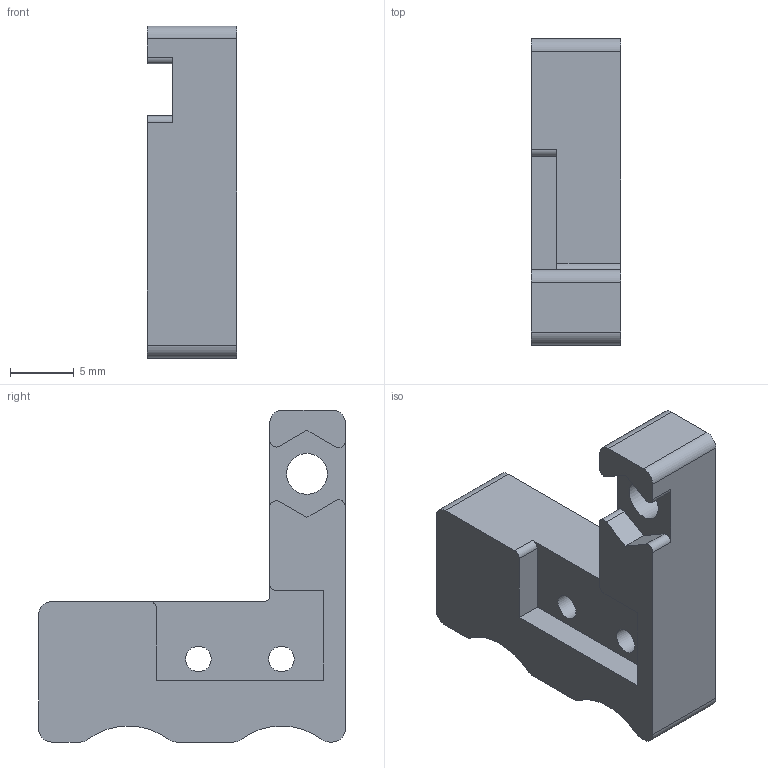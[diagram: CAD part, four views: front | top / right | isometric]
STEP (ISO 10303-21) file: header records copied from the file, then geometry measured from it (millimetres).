
FILE_DESCRIPTION(/* description */ (''),/* implementation_level */ '2;1');
FILE_NAME(/* name */ 'Y-min endstop mount(Mirror).step',/* time_stamp */ '2022-05-05T13:26:32+08:00',/* author */ (''),/* organization */ (''),/* preprocessor_version */ 'ST-DEVELOPER v18.1',/* originating_system */ 'Autodesk Translation Framework v10.14.0.1471',/* authorisation */ '');
FILE_SCHEMA (('AUTOMOTIVE_DESIGN { 1 0 10303 214 3 1 1 }'));
Length unit declared in the file: millimetre
Products named in the file (1): Y-min endstop mount(Mirror)
Bounding box: 7 x 24 x 26 mm (x, y, z)
Volume: 2076.7 mm3; surface area: 1504.2 mm2
Topology: 1 solids, 1 shells, 42 faces, 120 edges, 80 vertices
Faces by surface type: cylinder 21, plane 21
Full cylindrical faces by diameter (mm): 2 x2, 3.2 x1
Entity records: 1431 total; most frequent: DIRECTION 248, CARTESIAN_POINT 243, ORIENTED_EDGE 240, EDGE_CURVE 120, AXIS2_PLACEMENT_3D 85, VERTEX_POINT 80, LINE 78, VECTOR 78
